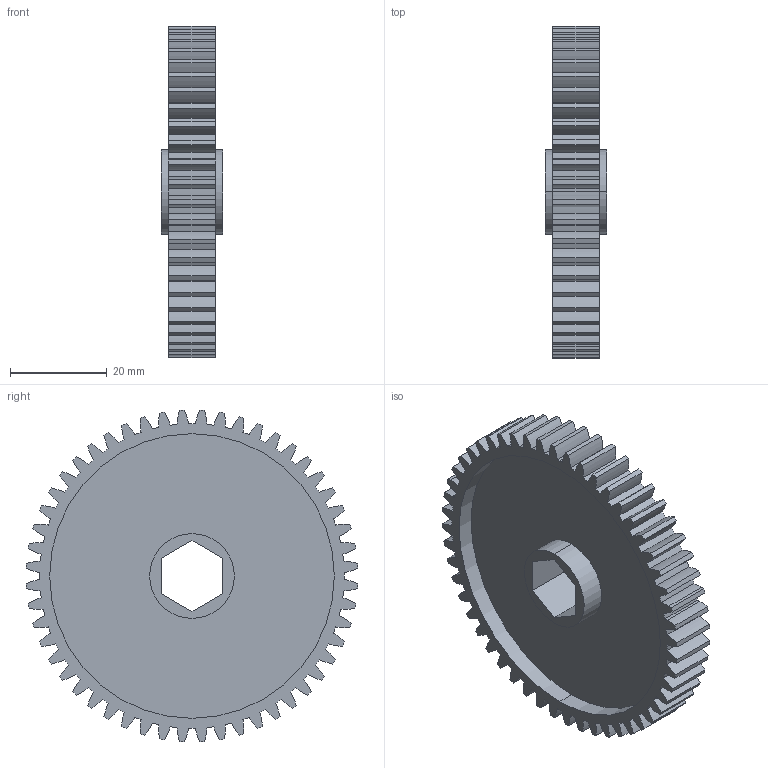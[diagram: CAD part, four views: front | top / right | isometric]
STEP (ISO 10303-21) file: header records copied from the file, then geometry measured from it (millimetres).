
FILE_DESCRIPTION (( 'STEP AP214' ), '1' );
FILE_NAME ('am-3821 52T 20DP 500hex 375 FW.STEP', '2017-11-09T01:38:43', ( '' ), ( '' ), 'SwSTEP 2.0', 'SolidWorks 2017', '' );
FILE_SCHEMA (( 'AUTOMOTIVE_DESIGN' ));
Length unit declared in the file: inch
Products named in the file (2): am-3821 52T 20DP 500hex 375 FW
Bounding box: 12.7 x 68.51 x 68.51 mm (x, y, z)
Volume: 13910.8 mm3; surface area: 12987.7 mm2
Topology: 1 solids, 1 shells, 233 faces, 681 edges, 454 vertices
Faces by surface type: cylinder 221, plane 12
Entity records: 8056 total; most frequent: DIRECTION 1593, CARTESIAN_POINT 1370, ORIENTED_EDGE 1362, EDGE_CURVE 681, AXIS2_PLACEMENT_3D 677, VERTEX_POINT 454, CIRCLE 442, EDGE_LOOP 239
